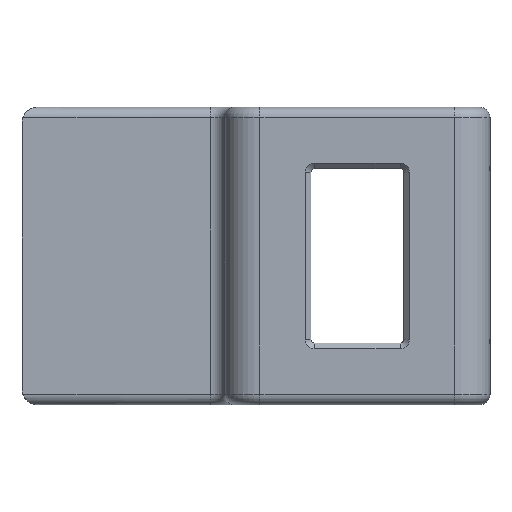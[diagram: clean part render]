
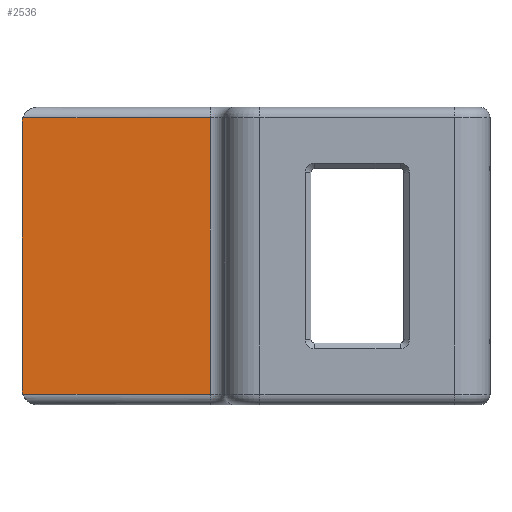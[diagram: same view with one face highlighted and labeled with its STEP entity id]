
A CAD part, top view. The second image highlights one B-rep face of the part: STEP entity #2536.
In plain terms, the highlighted planar face has unit normal (0, 0, 1).
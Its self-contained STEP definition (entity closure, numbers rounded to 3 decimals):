
#157=PLANE('',#2735);
#349=VECTOR('',#3212,1.);
#350=VECTOR('',#3215,1.);
#351=VECTOR('',#3216,1.);
#352=VECTOR('',#3217,1.);
#595=LINE('',#3971,#349);
#596=LINE('',#3975,#350);
#597=LINE('',#3977,#351);
#598=LINE('',#3979,#352);
#858=VERTEX_POINT('',#3949);
#859=VERTEX_POINT('',#3950);
#861=VERTEX_POINT('',#3972);
#862=VERTEX_POINT('',#3974);
#863=VERTEX_POINT('',#3976);
#864=VERTEX_POINT('',#3978);
#995=CIRCLE('',#2734,2.2);
#996=CIRCLE('',#2736,2.2);
#1268=EDGE_CURVE('',#858,#859,#995,.T.);
#1272=EDGE_CURVE('',#861,#858,#595,.T.);
#1273=EDGE_CURVE('',#862,#861,#996,.T.);
#1274=EDGE_CURVE('',#863,#862,#596,.T.);
#1275=EDGE_CURVE('',#864,#863,#597,.T.);
#1276=EDGE_CURVE('',#859,#864,#598,.T.);
#1815=ORIENTED_EDGE('',*,*,#1268,.F.);
#1816=ORIENTED_EDGE('',*,*,#1272,.F.);
#1817=ORIENTED_EDGE('',*,*,#1273,.F.);
#1818=ORIENTED_EDGE('',*,*,#1274,.F.);
#1819=ORIENTED_EDGE('',*,*,#1275,.F.);
#1820=ORIENTED_EDGE('',*,*,#1276,.F.);
#2234=EDGE_LOOP('',(#1815,#1816,#1817,#1818,#1819,#1820));
#2392=FACE_BOUND('',#2234,.T.);
#2536=ADVANCED_FACE('',(#2392),#157,.T.);
#2734=AXIS2_PLACEMENT_3D('',#3948,#3207,#3208);
#2735=AXIS2_PLACEMENT_3D('',#3970,#3211,$);
#2736=AXIS2_PLACEMENT_3D('',#3973,#3213,#3214);
#3207=DIRECTION('',(0.,0.,-1.));
#3208=DIRECTION('',(-1.556,1.556,0.));
#3211=DIRECTION('',(0.,0.,1.));
#3212=DIRECTION('',(0.,1.,0.));
#3213=DIRECTION('',(0.,0.,-1.));
#3214=DIRECTION('',(-1.556,-1.556,0.));
#3215=DIRECTION('',(-1.,0.,0.));
#3216=DIRECTION('',(0.,-1.,0.));
#3217=DIRECTION('',(1.,0.,0.));
#3948=CARTESIAN_POINT('',(2.2,-2.2,2.));
#3949=CARTESIAN_POINT('',(0.,-2.2,2.));
#3950=CARTESIAN_POINT('',(0.114,-1.5,2.));
#3970=CARTESIAN_POINT('',(33.,-20.975,2.));
#3971=CARTESIAN_POINT('',(0.,0.,2.));
#3972=CARTESIAN_POINT('',(0.,-39.75,2.));
#3973=CARTESIAN_POINT('',(2.2,-39.75,2.));
#3974=CARTESIAN_POINT('',(0.114,-40.45,2.));
#3975=CARTESIAN_POINT('',(33.,-40.45,2.));
#3976=CARTESIAN_POINT('',(26.58,-40.45,2.));
#3977=CARTESIAN_POINT('',(26.58,-20.975,2.));
#3978=CARTESIAN_POINT('',(26.58,-1.5,2.));
#3979=CARTESIAN_POINT('',(33.,-1.5,2.));
